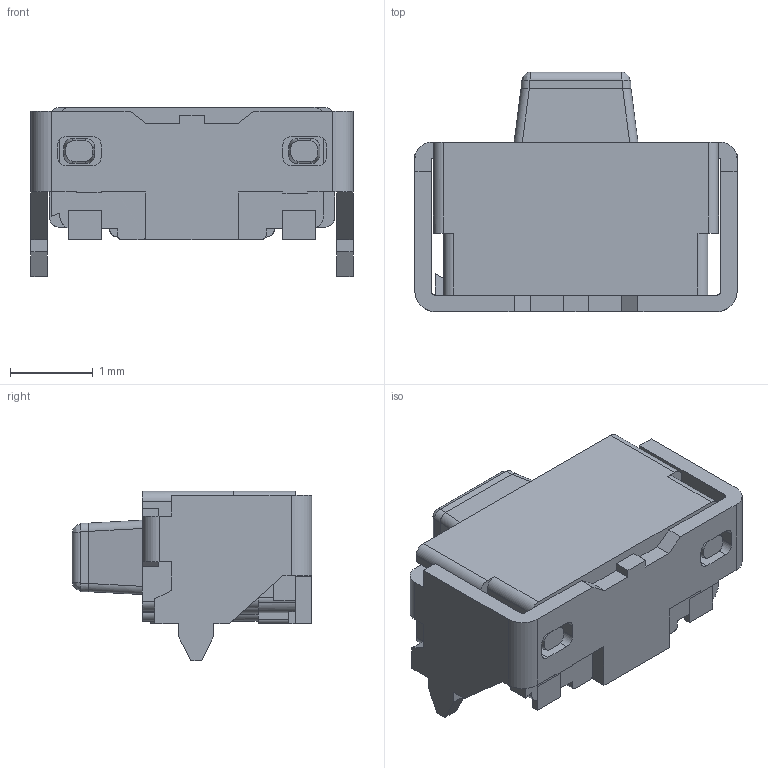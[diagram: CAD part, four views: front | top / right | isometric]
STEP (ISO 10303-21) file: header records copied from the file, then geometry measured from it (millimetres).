
FILE_DESCRIPTION (( 'STEP AP214' ), '1' );
FILE_NAME ('EVP-AKE31A.STEP', '2024-05-18T13:21:15', ( '' ), ( '' ), 'SwSTEP 2.0', 'SolidWorks 2023', '' );
FILE_SCHEMA (( 'AUTOMOTIVE_DESIGN' ));
Length unit declared in the file: millimetre
Products named in the file (1): EVP-AKE31A
Bounding box: 3.9 x 2.9 x 2.05 mm (x, y, z)
Volume: 12.1 mm3; surface area: 62.2 mm2
Topology: 5 solids, 5 shells, 265 faces, 735 edges, 480 vertices
Faces by surface type: plane 188, cylinder 67, bspline 10
Entity records: 11685 total; most frequent: CARTESIAN_POINT 2197, ORIENTED_EDGE 1462, DIRECTION 1160, EDGE_CURVE 731, LINE 556, VECTOR 556, VERTEX_POINT 480, AXIS2_PLACEMENT_3D 302
